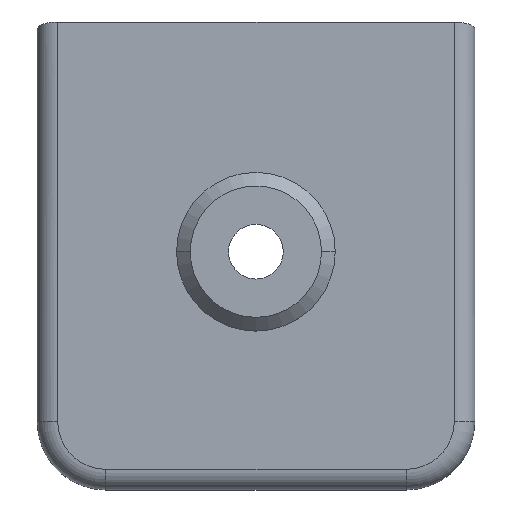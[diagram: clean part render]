
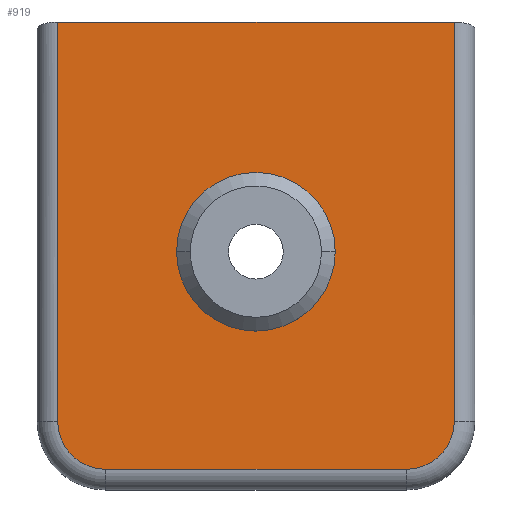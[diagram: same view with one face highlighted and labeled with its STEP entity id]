
A CAD part, top view. The second image highlights one B-rep face of the part: STEP entity #919.
In plain terms, the highlighted planar face has unit normal (0, 0, 1).
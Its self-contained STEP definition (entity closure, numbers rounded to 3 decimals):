
#7 = DIRECTION ( 'NONE',  ( 1., 0., 0. ) ) ;
#13 = CARTESIAN_POINT ( 'NONE',  ( 0., 1.5, 1.5 ) ) ;
#16 = DIRECTION ( 'NONE',  ( 0., 0., 1. ) ) ;
#30 = FACE_BOUND ( 'NONE', #253, .T. ) ;
#48 = CIRCLE ( 'NONE', #598, 3.5 ) ;
#56 = DIRECTION ( 'NONE',  ( -1., 0., 0. ) ) ;
#102 = DIRECTION ( 'NONE',  ( 1., 0., 0. ) ) ;
#106 = VERTEX_POINT ( 'NONE', #1074 ) ;
#112 = CARTESIAN_POINT ( 'NONE',  ( 27., 1.5, 1.5 ) ) ;
#114 = EDGE_CURVE ( 'NONE', #363, #573, #466, .T. ) ;
#117 = VECTOR ( 'NONE', #7, 1000. ) ;
#130 = VECTOR ( 'NONE', #102, 1000. ) ;
#159 = AXIS2_PLACEMENT_3D ( 'NONE', #947, #16, #629 ) ;
#176 = LINE ( 'NONE', #803, #130 ) ;
#192 = VERTEX_POINT ( 'NONE', #503 ) ;
#202 = AXIS2_PLACEMENT_3D ( 'NONE', #829, #836, #740 ) ;
#205 = CIRCLE ( 'NONE', #159, 3.5 ) ;
#225 = CARTESIAN_POINT ( 'NONE',  ( 15.992, 17.403, 1.5 ) ) ;
#236 = AXIS2_PLACEMENT_3D ( 'NONE', #225, #833, #56 ) ;
#238 = PLANE ( 'NONE',  #202 ) ;
#253 = EDGE_LOOP ( 'NONE', ( #438, #973 ) ) ;
#255 = EDGE_CURVE ( 'NONE', #446, #106, #48, .T. ) ;
#287 = LINE ( 'NONE', #379, #394 ) ;
#363 = VERTEX_POINT ( 'NONE', #1022 ) ;
#372 = DIRECTION ( 'NONE',  ( 0., 0., 1. ) ) ;
#379 = CARTESIAN_POINT ( 'NONE',  ( 30.5, 0., 1.5 ) ) ;
#391 = EDGE_CURVE ( 'NONE', #621, #835, #205, .T. ) ;
#394 = VECTOR ( 'NONE', #528, 1000. ) ;
#436 = ORIENTED_EDGE ( 'NONE', *, *, #255, .T. ) ;
#438 = ORIENTED_EDGE ( 'NONE', *, *, #500, .F. ) ;
#446 = VERTEX_POINT ( 'NONE', #112 ) ;
#461 = EDGE_CURVE ( 'NONE', #1073, #192, #176, .T. ) ;
#465 = LINE ( 'NONE', #764, #924 ) ;
#466 = CIRCLE ( 'NONE', #236, 5.8 ) ;
#472 = EDGE_CURVE ( 'NONE', #835, #446, #834, .T. ) ;
#484 = CARTESIAN_POINT ( 'NONE',  ( 1.5, 34.204, 1.5 ) ) ;
#500 = EDGE_CURVE ( 'NONE', #573, #363, #589, .T. ) ;
#503 = CARTESIAN_POINT ( 'NONE',  ( 30.5, 34.204, 1.5 ) ) ;
#521 = ORIENTED_EDGE ( 'NONE', *, *, #472, .T. ) ;
#527 = CARTESIAN_POINT ( 'NONE',  ( 10.192, 17.403, 1.5 ) ) ;
#528 = DIRECTION ( 'NONE',  ( 0., 1., 0. ) ) ;
#555 = ORIENTED_EDGE ( 'NONE', *, *, #735, .T. ) ;
#559 = EDGE_LOOP ( 'NONE', ( #678, #798, #571, #521, #436, #555 ) ) ;
#571 = ORIENTED_EDGE ( 'NONE', *, *, #391, .T. ) ;
#573 = VERTEX_POINT ( 'NONE', #527 ) ;
#589 = CIRCLE ( 'NONE', #736, 5.8 ) ;
#598 = AXIS2_PLACEMENT_3D ( 'NONE', #856, #786, #936 ) ;
#621 = VERTEX_POINT ( 'NONE', #693 ) ;
#629 = DIRECTION ( 'NONE',  ( -1., 0., 0. ) ) ;
#643 = FACE_OUTER_BOUND ( 'NONE', #559, .T. ) ;
#678 = ORIENTED_EDGE ( 'NONE', *, *, #461, .F. ) ;
#693 = CARTESIAN_POINT ( 'NONE',  ( 1.5, 5., 1.5 ) ) ;
#712 = EDGE_CURVE ( 'NONE', #1073, #621, #465, .T. ) ;
#735 = EDGE_CURVE ( 'NONE', #106, #192, #287, .T. ) ;
#736 = AXIS2_PLACEMENT_3D ( 'NONE', #878, #372, #958 ) ;
#740 = DIRECTION ( 'NONE',  ( -1., 0., 0. ) ) ;
#764 = CARTESIAN_POINT ( 'NONE',  ( 1.5, 0., 1.5 ) ) ;
#786 = DIRECTION ( 'NONE',  ( 0., 0., 1. ) ) ;
#791 = DIRECTION ( 'NONE',  ( 0., -1., 0. ) ) ;
#798 = ORIENTED_EDGE ( 'NONE', *, *, #712, .T. ) ;
#803 = CARTESIAN_POINT ( 'NONE',  ( -9.099, 34.204, 1.5 ) ) ;
#804 = CARTESIAN_POINT ( 'NONE',  ( 5., 1.5, 1.5 ) ) ;
#829 = CARTESIAN_POINT ( 'NONE',  ( 0., 0., 1.5 ) ) ;
#833 = DIRECTION ( 'NONE',  ( 0., 0., 1. ) ) ;
#834 = LINE ( 'NONE', #13, #117 ) ;
#835 = VERTEX_POINT ( 'NONE', #804 ) ;
#836 = DIRECTION ( 'NONE',  ( 0., 0., -1. ) ) ;
#856 = CARTESIAN_POINT ( 'NONE',  ( 27., 5., 1.5 ) ) ;
#878 = CARTESIAN_POINT ( 'NONE',  ( 15.992, 17.403, 1.5 ) ) ;
#919 = ADVANCED_FACE ( 'NONE', ( #643, #30 ), #238, .F. ) ;
#924 = VECTOR ( 'NONE', #791, 1000. ) ;
#936 = DIRECTION ( 'NONE',  ( -1., 0., 0. ) ) ;
#947 = CARTESIAN_POINT ( 'NONE',  ( 5., 5., 1.5 ) ) ;
#958 = DIRECTION ( 'NONE',  ( -1., 0., 0. ) ) ;
#973 = ORIENTED_EDGE ( 'NONE', *, *, #114, .F. ) ;
#1022 = CARTESIAN_POINT ( 'NONE',  ( 21.792, 17.403, 1.5 ) ) ;
#1073 = VERTEX_POINT ( 'NONE', #484 ) ;
#1074 = CARTESIAN_POINT ( 'NONE',  ( 30.5, 5., 1.5 ) ) ;
